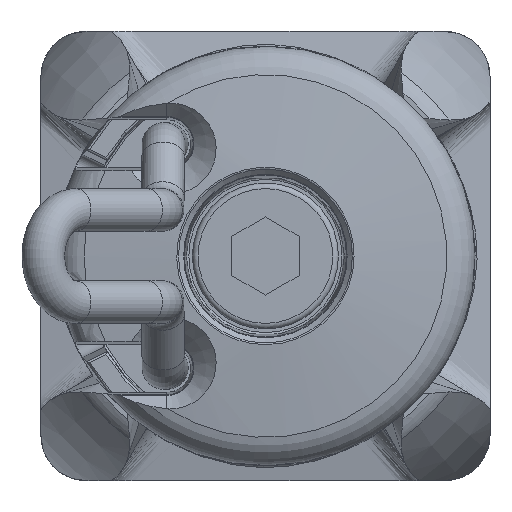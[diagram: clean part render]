
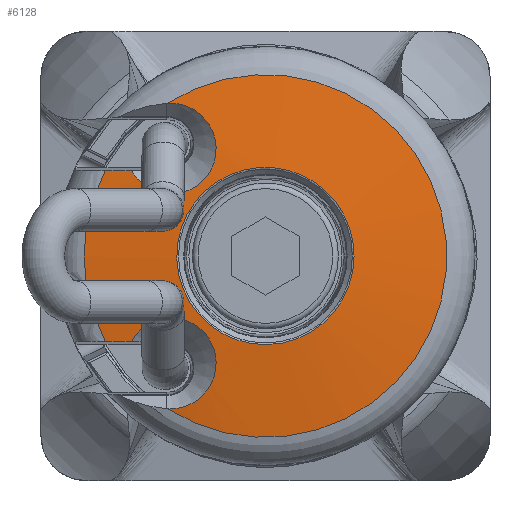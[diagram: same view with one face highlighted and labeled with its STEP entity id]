
A CAD part, left-side view. The second image highlights one B-rep face of the part: STEP entity #6128.
In plain terms, the highlighted spherical face has radius 100.629 mm.
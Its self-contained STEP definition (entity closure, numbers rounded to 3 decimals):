
#18=SPHERICAL_SURFACE('',#6791,100.629);
#1329=B_SPLINE_CURVE_WITH_KNOTS('',3,(#10705,#10706,#10707,#10708,#10709,
#10710,#10711,#10712,#10713,#10714,#10715),.UNSPECIFIED.,.F.,.F.,(4,1,1,
1,1,1,1,1,4),(0.003,0.005,0.007,
0.009,0.011,0.014,0.016,
0.018,0.02),.UNSPECIFIED.);
#1330=B_SPLINE_CURVE_WITH_KNOTS('',3,(#10720,#10721,#10722,#10723,#10724,
#10725,#10726,#10727,#10728,#10729,#10730),.UNSPECIFIED.,.F.,.F.,(4,1,1,
1,1,1,1,1,4),(0.,0.002,0.004,
0.006,0.009,0.011,0.013,
0.015,0.017),.UNSPECIFIED.);
#2678=ORIENTED_EDGE('',*,*,#3844,.T.);
#2679=ORIENTED_EDGE('',*,*,#3845,.T.);
#2680=ORIENTED_EDGE('',*,*,#3846,.T.);
#2681=ORIENTED_EDGE('',*,*,#3847,.T.);
#2682=ORIENTED_EDGE('',*,*,#3848,.T.);
#2683=ORIENTED_EDGE('',*,*,#3849,.T.);
#2684=ORIENTED_EDGE('',*,*,#3850,.F.);
#3844=EDGE_CURVE('',#4543,#4544,#1329,.T.);
#3845=EDGE_CURVE('',#4544,#4545,#4942,.T.);
#3846=EDGE_CURVE('',#4545,#4546,#1330,.T.);
#3847=EDGE_CURVE('',#4546,#4547,#4943,.F.);
#3848=EDGE_CURVE('',#4547,#4548,#4944,.T.);
#3849=EDGE_CURVE('',#4548,#4543,#4945,.F.);
#3850=EDGE_CURVE('',#4549,#4549,#4946,.T.);
#4543=VERTEX_POINT('',#10716);
#4544=VERTEX_POINT('',#10717);
#4545=VERTEX_POINT('',#10719);
#4546=VERTEX_POINT('',#10731);
#4547=VERTEX_POINT('',#10733);
#4548=VERTEX_POINT('',#10735);
#4549=VERTEX_POINT('',#10738);
#4942=CIRCLE('',#6792,16.15);
#4943=CIRCLE('',#6793,100.111);
#4944=CIRCLE('',#6794,16.15);
#4945=CIRCLE('',#6795,100.111);
#4946=CIRCLE('',#6796,7.894);
#5295=EDGE_LOOP('',(#2678,#2679,#2680,#2681,#2682,#2683));
#5296=EDGE_LOOP('',(#2684));
#5709=FACE_BOUND('',#5295,.T.);
#5710=FACE_BOUND('',#5296,.T.);
#6128=ADVANCED_FACE('',(#5709,#5710),#18,.T.);
#6791=AXIS2_PLACEMENT_3D('',#10704,#8283,#8284);
#6792=AXIS2_PLACEMENT_3D('',#10718,#8285,#8286);
#6793=AXIS2_PLACEMENT_3D('',#10732,#8287,#8288);
#6794=AXIS2_PLACEMENT_3D('',#10734,#8289,#8290);
#6795=AXIS2_PLACEMENT_3D('',#10736,#8291,#8292);
#6796=AXIS2_PLACEMENT_3D('',#10737,#8293,#8294);
#8283=DIRECTION('',(1.,0.,0.));
#8284=DIRECTION('',(0.,1.,0.));
#8285=DIRECTION('',(1.,0.,0.));
#8286=DIRECTION('',(0.,0.,-1.));
#8287=DIRECTION('',(0.026,1.,0.));
#8288=DIRECTION('',(-1.,0.026,0.));
#8289=DIRECTION('',(1.,0.,0.));
#8290=DIRECTION('',(0.,0.,-1.));
#8291=DIRECTION('',(0.026,-1.,0.));
#8292=DIRECTION('',(1.,0.026,0.));
#8293=DIRECTION('',(1.,0.,0.));
#8294=DIRECTION('',(0.,0.,-1.));
#10704=CARTESIAN_POINT('',(-89.871,0.,0.));
#10705=CARTESIAN_POINT('',(9.76,-7.594,11.925));
#10706=CARTESIAN_POINT('',(9.85,-6.971,11.57));
#10707=CARTESIAN_POINT('',(10.037,-5.925,10.536));
#10708=CARTESIAN_POINT('',(10.274,-5.336,8.383));
#10709=CARTESIAN_POINT('',(10.398,-5.927,6.231));
#10710=CARTESIAN_POINT('',(10.373,-7.557,4.681));
#10711=CARTESIAN_POINT('',(10.206,-9.739,4.199));
#10712=CARTESIAN_POINT('',(9.946,-11.852,4.881));
#10713=CARTESIAN_POINT('',(9.664,-13.34,6.531));
#10714=CARTESIAN_POINT('',(9.511,-13.65,7.976));
#10715=CARTESIAN_POINT('',(9.453,-13.607,8.7));
#10716=CARTESIAN_POINT('',(9.76,-7.594,11.925));
#10717=CARTESIAN_POINT('',(9.453,-13.607,8.7));
#10718=CARTESIAN_POINT('',(9.453,0.,0.));
#10719=CARTESIAN_POINT('',(9.453,13.607,8.7));
#10720=CARTESIAN_POINT('',(9.453,13.607,8.7));
#10721=CARTESIAN_POINT('',(9.511,13.65,7.976));
#10722=CARTESIAN_POINT('',(9.663,13.342,6.535));
#10723=CARTESIAN_POINT('',(9.946,11.853,4.882));
#10724=CARTESIAN_POINT('',(10.205,9.745,4.199));
#10725=CARTESIAN_POINT('',(10.373,7.557,4.681));
#10726=CARTESIAN_POINT('',(10.398,5.932,6.222));
#10727=CARTESIAN_POINT('',(10.274,5.335,8.385));
#10728=CARTESIAN_POINT('',(10.038,5.922,10.533));
#10729=CARTESIAN_POINT('',(9.849,6.976,11.572));
#10730=CARTESIAN_POINT('',(9.76,7.594,11.925));
#10731=CARTESIAN_POINT('',(9.76,7.594,11.925));
#10732=CARTESIAN_POINT('',(-89.604,10.196,0.));
#10733=CARTESIAN_POINT('',(9.453,7.602,14.249));
#10734=CARTESIAN_POINT('',(9.453,0.,0.));
#10735=CARTESIAN_POINT('',(9.453,-7.602,14.249));
#10736=CARTESIAN_POINT('',(-89.604,-10.196,0.));
#10737=CARTESIAN_POINT('',(10.448,0.,0.));
#10738=CARTESIAN_POINT('',(10.448,0.,-7.894));
